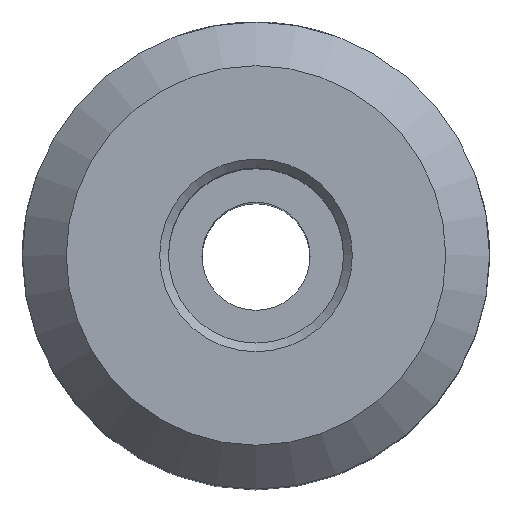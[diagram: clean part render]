
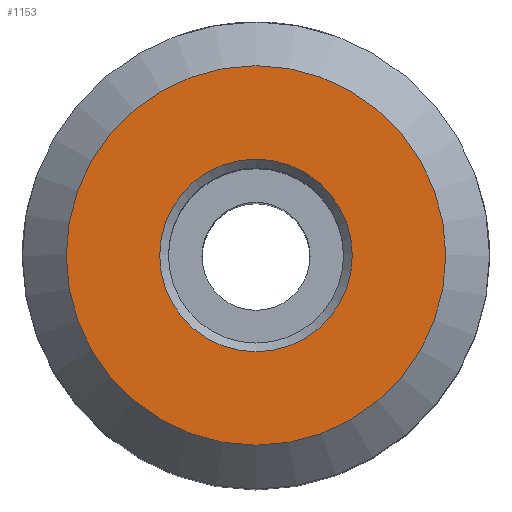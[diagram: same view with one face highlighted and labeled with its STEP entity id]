
A CAD part, top view. The second image highlights one B-rep face of the part: STEP entity #1153.
In plain terms, the highlighted planar face has unit normal (0, 0, 1).
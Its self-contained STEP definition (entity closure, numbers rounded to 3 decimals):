
#35 = AXIS2_PLACEMENT_3D ( 'NONE', #84, #297, #993 ) ;
#47 = AXIS2_PLACEMENT_3D ( 'NONE', #1021, #228, #717 ) ;
#84 = CARTESIAN_POINT ( 'NONE',  ( 0., 0., 60. ) ) ;
#220 = CIRCLE ( 'NONE', #47, 6.5 ) ;
#228 = DIRECTION ( 'NONE',  ( 0., 0., 1. ) ) ;
#297 = DIRECTION ( 'NONE',  ( 0., 0., -1. ) ) ;
#328 = ORIENTED_EDGE ( 'NONE', *, *, #396, .T. ) ;
#366 = FACE_OUTER_BOUND ( 'NONE', #892, .T. ) ;
#396 = EDGE_CURVE ( 'NONE', #447, #447, #1187, .T. ) ;
#447 = VERTEX_POINT ( 'NONE', #1149 ) ;
#553 = ORIENTED_EDGE ( 'NONE', *, *, #1199, .T. ) ;
#573 = CARTESIAN_POINT ( 'NONE',  ( 0., 0., 60. ) ) ;
#640 = DIRECTION ( 'NONE',  ( 1., 0., 0. ) ) ;
#717 = DIRECTION ( 'NONE',  ( 1., 0., 0. ) ) ;
#744 = VERTEX_POINT ( 'NONE', #750 ) ;
#750 = CARTESIAN_POINT ( 'NONE',  ( 6.5, 0., 60. ) ) ;
#766 = PLANE ( 'NONE',  #767 ) ;
#767 = AXIS2_PLACEMENT_3D ( 'NONE', #573, #1077, #640 ) ;
#892 = EDGE_LOOP ( 'NONE', ( #553 ) ) ;
#993 = DIRECTION ( 'NONE',  ( 1., 0., 0. ) ) ;
#1021 = CARTESIAN_POINT ( 'NONE',  ( 0., 0., 60. ) ) ;
#1077 = DIRECTION ( 'NONE',  ( 0., 0., 1. ) ) ;
#1149 = CARTESIAN_POINT ( 'NONE',  ( 3.3, 0., 60. ) ) ;
#1153 = ADVANCED_FACE ( 'NONE', ( #1181, #366 ), #766, .T. ) ;
#1159 = EDGE_LOOP ( 'NONE', ( #328 ) ) ;
#1181 = FACE_BOUND ( 'NONE', #1159, .T. ) ;
#1187 = CIRCLE ( 'NONE', #35, 3.3 ) ;
#1199 = EDGE_CURVE ( 'NONE', #744, #744, #220, .T. ) ;
